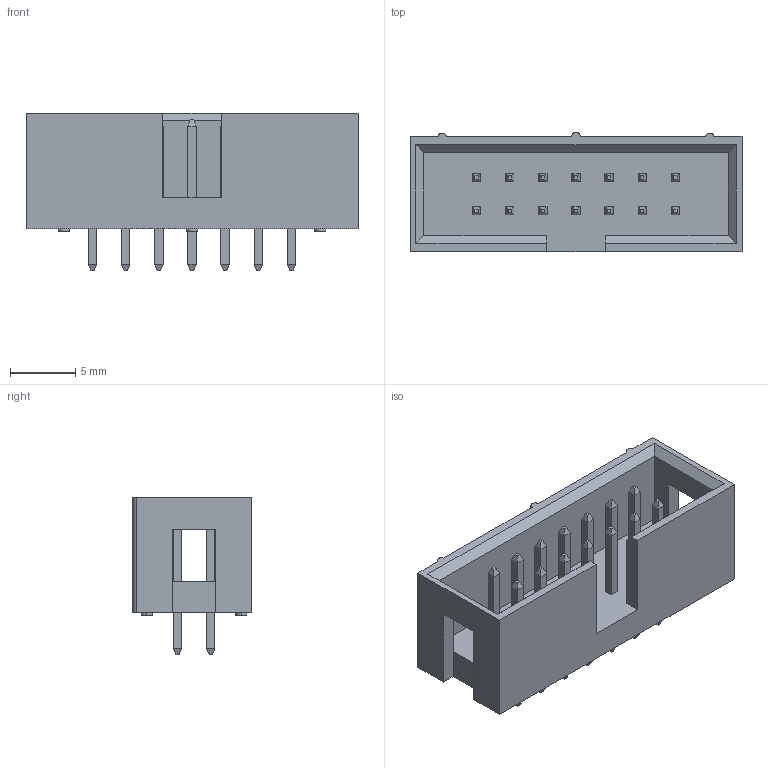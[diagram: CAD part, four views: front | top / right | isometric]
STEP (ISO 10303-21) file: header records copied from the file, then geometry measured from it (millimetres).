
FILE_DESCRIPTION(('STEP AP203'),'1');
FILE_NAME('61201421621.stp','2022-07-05T13:42:04',('TraceParts'),('TraceParts S.A.'),'Spatial InterOp 3D',' ',' ');
FILE_SCHEMA(('CONFIG_CONTROL_DESIGN'));
Length unit declared in the file: millimetre
Products named in the file (1): 1
Bounding box: 25.44 x 9.18 x 12.1 mm (x, y, z)
Volume: 985.9 mm3; surface area: 1843.6 mm2
Topology: 15 solids, 15 shells, 359 faces, 805 edges, 478 vertices
Faces by surface type: plane 344, cylinder 15
Entity records: 9725 total; most frequent: CARTESIAN_POINT 1657, ORIENTED_EDGE 1610, DIRECTION 1583, EDGE_CURVE 805, LINE 775, VECTOR 775, VERTEX_POINT 478, AXIS2_PLACEMENT_3D 404
